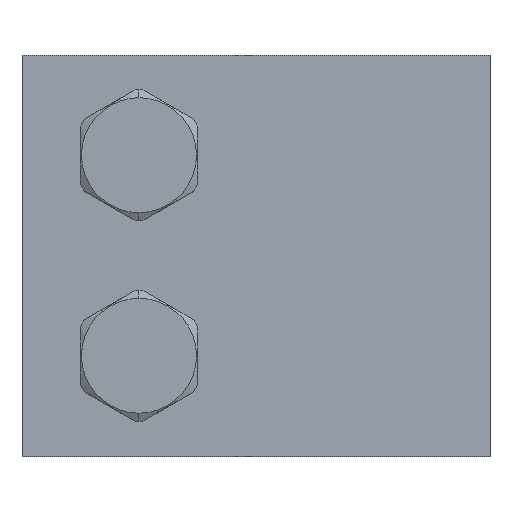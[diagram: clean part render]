
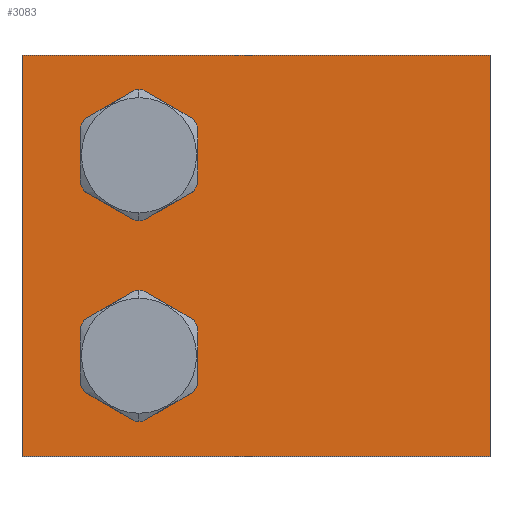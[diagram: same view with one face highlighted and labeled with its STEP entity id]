
A CAD part, top view. The second image highlights one B-rep face of the part: STEP entity #3083.
In plain terms, the highlighted planar face has unit normal (0, 0, 1).
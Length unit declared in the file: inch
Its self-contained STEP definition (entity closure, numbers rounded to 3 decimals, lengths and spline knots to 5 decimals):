
#143=DIRECTION('',(0.,-1.,0.));
#144=VECTOR('',#143,3.);
#145=CARTESIAN_POINT('',(0.,0.,3.));
#146=LINE('',#145,#144);
#147=DIRECTION('',(-1.,0.,0.));
#148=VECTOR('',#147,3.5);
#149=CARTESIAN_POINT('',(3.5,0.,3.));
#150=LINE('',#149,#148);
#151=DIRECTION('',(0.,1.,0.));
#152=VECTOR('',#151,3.);
#153=CARTESIAN_POINT('',(3.5,-3.,3.));
#154=LINE('',#153,#152);
#155=DIRECTION('',(1.,0.,0.));
#156=VECTOR('',#155,3.5);
#157=CARTESIAN_POINT('',(0.,-3.,3.));
#158=LINE('',#157,#156);
#159=CARTESIAN_POINT('',(0.875,-0.75,3.));
#160=DIRECTION('',(0.,0.,-1.));
#161=DIRECTION('',(-1.,0.,0.));
#162=AXIS2_PLACEMENT_3D('',#159,#160,#161);
#164=CARTESIAN_POINT('',(0.875,-0.75,3.));
#165=DIRECTION('',(0.,0.,-1.));
#166=DIRECTION('',(1.,0.,0.));
#167=AXIS2_PLACEMENT_3D('',#164,#165,#166);
#169=CARTESIAN_POINT('',(0.875,-2.25,3.));
#170=DIRECTION('',(0.,0.,-1.));
#171=DIRECTION('',(-1.,0.,0.));
#172=AXIS2_PLACEMENT_3D('',#169,#170,#171);
#174=CARTESIAN_POINT('',(0.875,-2.25,3.));
#175=DIRECTION('',(0.,0.,-1.));
#176=DIRECTION('',(1.,0.,0.));
#177=AXIS2_PLACEMENT_3D('',#174,#175,#176);
#2570=CARTESIAN_POINT('',(0.,0.,3.));
#2571=CARTESIAN_POINT('',(0.,-3.,3.));
#2572=VERTEX_POINT('',#2570);
#2573=VERTEX_POINT('',#2571);
#2574=CARTESIAN_POINT('',(3.5,-3.,3.));
#2575=VERTEX_POINT('',#2574);
#2576=CARTESIAN_POINT('',(3.5,0.,3.));
#2577=VERTEX_POINT('',#2576);
#2614=CARTESIAN_POINT('',(1.3055,-0.75,3.));
#2615=VERTEX_POINT('',#2614);
#2620=CARTESIAN_POINT('',(0.4445,-0.75,3.));
#2621=VERTEX_POINT('',#2620);
#2662=CARTESIAN_POINT('',(1.3055,-2.25,3.));
#2663=VERTEX_POINT('',#2662);
#2668=CARTESIAN_POINT('',(0.4445,-2.25,3.));
#2669=VERTEX_POINT('',#2668);
#3060=CARTESIAN_POINT('',(0.,0.,3.));
#3061=DIRECTION('',(0.,0.,1.));
#3062=DIRECTION('',(1.,0.,0.));
#3063=AXIS2_PLACEMENT_3D('',#3060,#3061,#3062);
#3064=PLANE('',#3063);
#3065=ORIENTED_EDGE('',*,*,#2952,.F.);
#3066=ORIENTED_EDGE('',*,*,#2979,.F.);
#3067=ORIENTED_EDGE('',*,*,#3005,.F.);
#3068=ORIENTED_EDGE('',*,*,#3042,.F.);
#3069=EDGE_LOOP('',(#3065,#3066,#3067,#3068));
#3070=FACE_OUTER_BOUND('',#3069,.F.);
#3072=ORIENTED_EDGE('',*,*,#3071,.F.);
#3074=ORIENTED_EDGE('',*,*,#3073,.F.);
#3075=EDGE_LOOP('',(#3072,#3074));
#3076=FACE_BOUND('',#3075,.F.);
#3078=ORIENTED_EDGE('',*,*,#3077,.F.);
#3080=ORIENTED_EDGE('',*,*,#3079,.F.);
#3081=EDGE_LOOP('',(#3078,#3080));
#3082=FACE_BOUND('',#3081,.F.);
#3083=ADVANCED_FACE('',(#3070,#3076,#3082),#3064,.T.);
#163=CIRCLE('',#162,0.4305);
#168=CIRCLE('',#167,0.4305);
#173=CIRCLE('',#172,0.4305);
#178=CIRCLE('',#177,0.4305);
#2952=EDGE_CURVE('',#2572,#2573,#146,.T.);
#2979=EDGE_CURVE('',#2577,#2572,#150,.T.);
#3005=EDGE_CURVE('',#2575,#2577,#154,.T.);
#3042=EDGE_CURVE('',#2573,#2575,#158,.T.);
#3071=EDGE_CURVE('',#2621,#2615,#163,.T.);
#3073=EDGE_CURVE('',#2615,#2621,#168,.T.);
#3077=EDGE_CURVE('',#2669,#2663,#173,.T.);
#3079=EDGE_CURVE('',#2663,#2669,#178,.T.);
